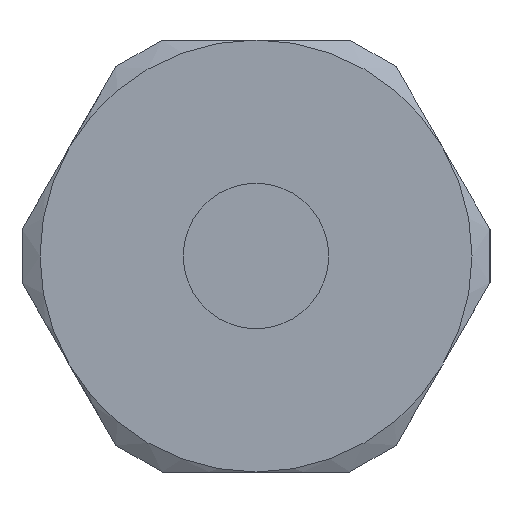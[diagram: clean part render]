
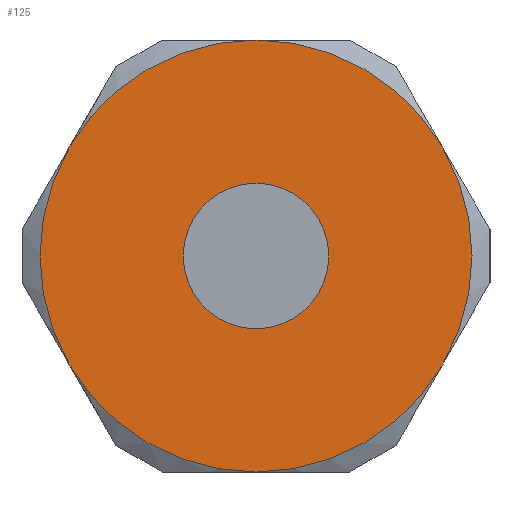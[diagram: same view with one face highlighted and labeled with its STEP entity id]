
A CAD part, left-side view. The second image highlights one B-rep face of the part: STEP entity #125.
In plain terms, the highlighted planar face has unit normal (-1, 0, 0).
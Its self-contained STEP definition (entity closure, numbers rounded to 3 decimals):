
#125 = ADVANCED_FACE( '', ( #270, #271 ), #272, .F. );
#270 = FACE_OUTER_BOUND( '', #456, .T. );
#271 = FACE_BOUND( '', #457, .T. );
#272 = PLANE( '', #458 );
#456 = EDGE_LOOP( '', ( #649, #650, #651, #652, #653, #654 ) );
#457 = EDGE_LOOP( '', ( #655 ) );
#458 = AXIS2_PLACEMENT_3D( '', #656, #657, #658 );
#649 = ORIENTED_EDGE( '', *, *, #1086, .F. );
#650 = ORIENTED_EDGE( '', *, *, #1087, .F. );
#651 = ORIENTED_EDGE( '', *, *, #1088, .F. );
#652 = ORIENTED_EDGE( '', *, *, #1089, .F. );
#653 = ORIENTED_EDGE( '', *, *, #1090, .F. );
#654 = ORIENTED_EDGE( '', *, *, #1091, .F. );
#655 = ORIENTED_EDGE( '', *, *, #1092, .T. );
#656 = CARTESIAN_POINT( '', ( 0., 0., 0. ) );
#657 = DIRECTION( '', ( 1., 0., 0. ) );
#658 = DIRECTION( '', ( 0., 0., -1. ) );
#1086 = EDGE_CURVE( '', #1272, #1273, #1274, .T. );
#1087 = EDGE_CURVE( '', #1240, #1272, #1275, .T. );
#1088 = EDGE_CURVE( '', #1276, #1240, #1277, .T. );
#1089 = EDGE_CURVE( '', #1262, #1276, #1278, .T. );
#1090 = EDGE_CURVE( '', #1279, #1262, #1280, .T. );
#1091 = EDGE_CURVE( '', #1273, #1279, #1281, .T. );
#1092 = EDGE_CURVE( '', #1282, #1282, #1283, .T. );
#1240 = VERTEX_POINT( '', #1487 );
#1262 = VERTEX_POINT( '', #1543 );
#1272 = VERTEX_POINT( '', #1578 );
#1273 = VERTEX_POINT( '', #1579 );
#1274 = CIRCLE( '', #1580, 15. );
#1275 = CIRCLE( '', #1581, 15. );
#1276 = VERTEX_POINT( '', #1582 );
#1277 = CIRCLE( '', #1583, 15. );
#1278 = CIRCLE( '', #1584, 15. );
#1279 = VERTEX_POINT( '', #1585 );
#1280 = CIRCLE( '', #1586, 15. );
#1281 = CIRCLE( '', #1587, 15. );
#1282 = VERTEX_POINT( '', #1588 );
#1283 = CIRCLE( '', #1589, 5.053 );
#1487 = CARTESIAN_POINT( '', ( 0., 0., -15. ) );
#1543 = CARTESIAN_POINT( '', ( 0., -12.99, 7.5 ) );
#1578 = CARTESIAN_POINT( '', ( 0., 12.99, -7.5 ) );
#1579 = CARTESIAN_POINT( '', ( 0., 12.99, 7.5 ) );
#1580 = AXIS2_PLACEMENT_3D( '', #2080, #2081, #2082 );
#1581 = AXIS2_PLACEMENT_3D( '', #2083, #2084, #2085 );
#1582 = CARTESIAN_POINT( '', ( 0., -12.99, -7.5 ) );
#1583 = AXIS2_PLACEMENT_3D( '', #2086, #2087, #2088 );
#1584 = AXIS2_PLACEMENT_3D( '', #2089, #2090, #2091 );
#1585 = CARTESIAN_POINT( '', ( 0., 0., 15. ) );
#1586 = AXIS2_PLACEMENT_3D( '', #2092, #2093, #2094 );
#1587 = AXIS2_PLACEMENT_3D( '', #2095, #2096, #2097 );
#1588 = CARTESIAN_POINT( '', ( 0., 0., -5.053 ) );
#1589 = AXIS2_PLACEMENT_3D( '', #2098, #2099, #2100 );
#2080 = CARTESIAN_POINT( '', ( 0., 0., 0. ) );
#2081 = DIRECTION( '', ( 1., 0., 0. ) );
#2082 = DIRECTION( '', ( 0., 0., -1. ) );
#2083 = CARTESIAN_POINT( '', ( 0., 0., 0. ) );
#2084 = DIRECTION( '', ( 1., 0., 0. ) );
#2085 = DIRECTION( '', ( 0., 0., -1. ) );
#2086 = CARTESIAN_POINT( '', ( 0., 0., 0. ) );
#2087 = DIRECTION( '', ( 1., 0., 0. ) );
#2088 = DIRECTION( '', ( 0., 0., -1. ) );
#2089 = CARTESIAN_POINT( '', ( 0., 0., 0. ) );
#2090 = DIRECTION( '', ( 1., 0., 0. ) );
#2091 = DIRECTION( '', ( 0., 0., -1. ) );
#2092 = CARTESIAN_POINT( '', ( 0., 0., 0. ) );
#2093 = DIRECTION( '', ( 1., 0., 0. ) );
#2094 = DIRECTION( '', ( 0., 0., -1. ) );
#2095 = CARTESIAN_POINT( '', ( 0., 0., 0. ) );
#2096 = DIRECTION( '', ( 1., 0., 0. ) );
#2097 = DIRECTION( '', ( 0., 0., -1. ) );
#2098 = CARTESIAN_POINT( '', ( 0., 0., 0. ) );
#2099 = DIRECTION( '', ( 1., 0., 0. ) );
#2100 = DIRECTION( '', ( 0., 0., -1. ) );
